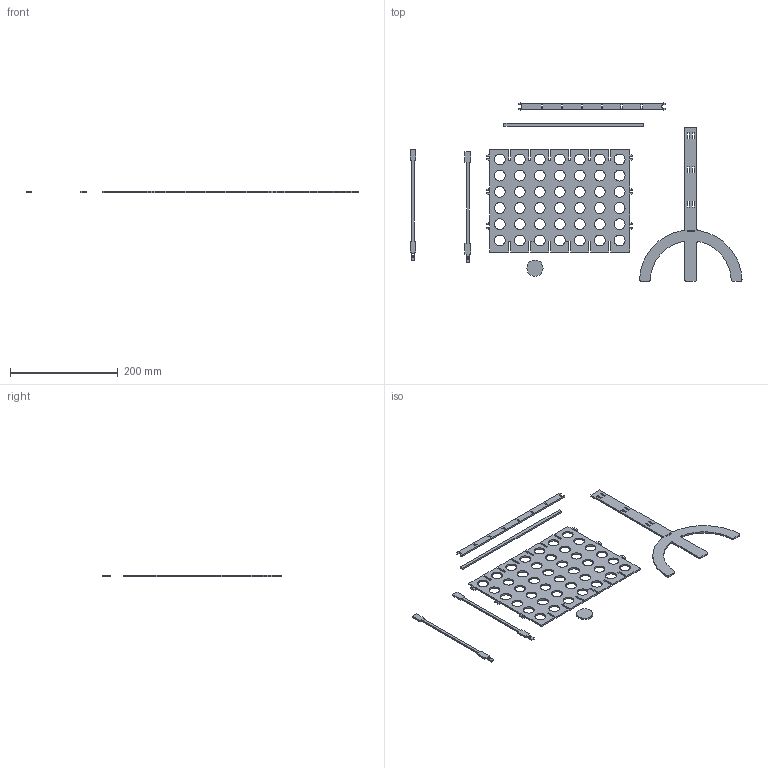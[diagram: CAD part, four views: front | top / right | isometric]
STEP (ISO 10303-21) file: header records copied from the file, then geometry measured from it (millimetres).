
FILE_DESCRIPTION(/* description */ (''),/* implementation_level */ '2;1');
FILE_NAME(/* name */ 'gata_plata v20.step',/* time_stamp */ '2022-02-23T20:25:31+00:00',/* author */ (''),/* organization */ (''),/* preprocessor_version */ 'ST-DEVELOPER v18.1',/* originating_system */ 'Autodesk Translation Framework v10.13.0.1454',/* authorisation */ '');
FILE_SCHEMA (('AUTOMOTIVE_DESIGN { 1 0 10303 214 3 1 1 }'));
Length unit declared in the file: millimetre
Products named in the file (7): gata_plata; milli_festing; nedri_festing; hlidarplata; botn_plata; hringir; botn_styrking
Assembly tree (6 placements, depth 3):
  gata_plata
    milli_festing
      nedri_festing
    hlidarplata
    botn_plata
    hringir
    botn_styrking
Bounding box: 615.02 x 330.54 x 3 mm (x, y, z)
Volume: 167003.3 mm3; surface area: 135925.9 mm2
Topology: 8 solids, 8 shells, 363 faces, 1041 edges, 694 vertices
Faces by surface type: plane 284, cylinder 79
Full cylindrical faces by diameter (mm): 0.5 x4, 20 x42, 30 x1
Entity records: 12217 total; most frequent: CARTESIAN_POINT 2111, ORIENTED_EDGE 2082, DIRECTION 1951, EDGE_CURVE 1041, LINE 883, VECTOR 883, VERTEX_POINT 694, AXIS2_PLACEMENT_3D 534
